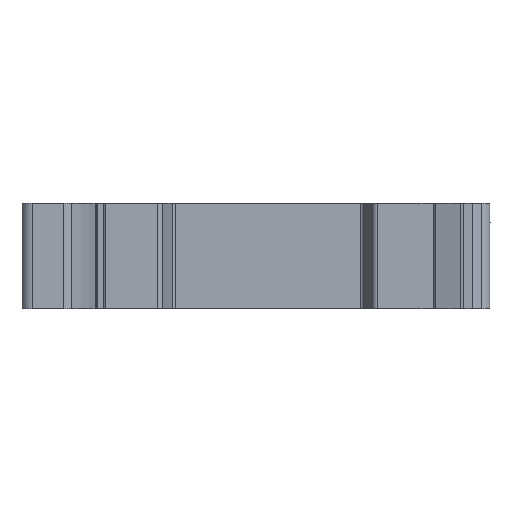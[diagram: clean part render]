
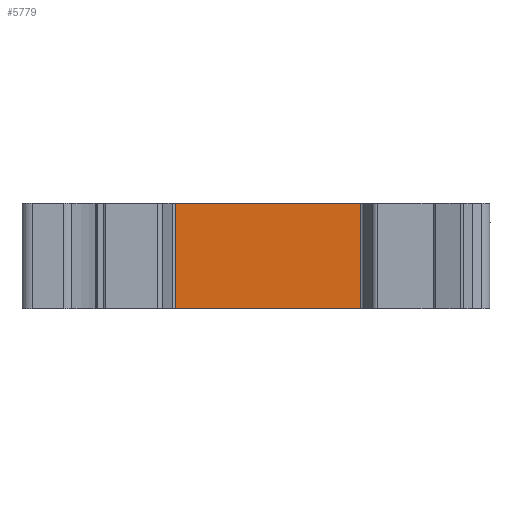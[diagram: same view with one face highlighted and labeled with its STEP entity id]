
A CAD part, front view. The second image highlights one B-rep face of the part: STEP entity #5779.
In plain terms, the highlighted planar face has unit normal (0, -1, 0).
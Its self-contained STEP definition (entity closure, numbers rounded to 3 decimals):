
#349 = VECTOR ( 'NONE', #4089, 1000. ) ;
#360 = LINE ( 'NONE', #3577, #349 ) ;
#542 = CARTESIAN_POINT ( 'NONE',  ( -8.746, -9.001, 0. ) ) ;
#982 = EDGE_CURVE ( 'NONE', #2150, #4362, #360, .T. ) ;
#1070 = EDGE_LOOP ( 'NONE', ( #4132, #4972, #1921, #4900 ) ) ;
#1535 = CARTESIAN_POINT ( 'NONE',  ( 8.746, -9.001, 10. ) ) ;
#1576 = DIRECTION ( 'NONE',  ( 0., 0., -1. ) ) ;
#1869 = FACE_OUTER_BOUND ( 'NONE', #1070, .T. ) ;
#1921 = ORIENTED_EDGE ( 'NONE', *, *, #982, .F. ) ;
#2150 = VERTEX_POINT ( 'NONE', #5532 ) ;
#2242 = EDGE_CURVE ( 'NONE', #3495, #5635, #5382, .T. ) ;
#2271 = VECTOR ( 'NONE', #1576, 1000. ) ;
#2278 = LINE ( 'NONE', #1535, #2271 ) ;
#2666 = VECTOR ( 'NONE', #5134, 1000. ) ;
#2677 = LINE ( 'NONE', #5221, #2666 ) ;
#2916 = AXIS2_PLACEMENT_3D ( 'NONE', #4850, #4823, #4784 ) ;
#3200 = CARTESIAN_POINT ( 'NONE',  ( 8.746, -9.001, 0. ) ) ;
#3288 = CARTESIAN_POINT ( 'NONE',  ( -8.746, -9.001, 0. ) ) ;
#3495 = VERTEX_POINT ( 'NONE', #542 ) ;
#3554 = DIRECTION ( 'NONE',  ( 1., 0., 0. ) ) ;
#3577 = CARTESIAN_POINT ( 'NONE',  ( 20., -9.001, 10. ) ) ;
#4072 = CARTESIAN_POINT ( 'NONE',  ( 8.746, -9.001, 10. ) ) ;
#4089 = DIRECTION ( 'NONE',  ( 1., 0., 0. ) ) ;
#4132 = ORIENTED_EDGE ( 'NONE', *, *, #2242, .T. ) ;
#4362 = VERTEX_POINT ( 'NONE', #4072 ) ;
#4784 = DIRECTION ( 'NONE',  ( 0., 0., 1. ) ) ;
#4823 = DIRECTION ( 'NONE',  ( 0., 1., 0. ) ) ;
#4846 = PLANE ( 'NONE',  #2916 ) ;
#4850 = CARTESIAN_POINT ( 'NONE',  ( -8.746, -9.001, 10. ) ) ;
#4900 = ORIENTED_EDGE ( 'NONE', *, *, #5151, .F. ) ;
#4972 = ORIENTED_EDGE ( 'NONE', *, *, #5386, .F. ) ;
#5134 = DIRECTION ( 'NONE',  ( 0., 0., 1. ) ) ;
#5151 = EDGE_CURVE ( 'NONE', #3495, #2150, #2677, .T. ) ;
#5221 = CARTESIAN_POINT ( 'NONE',  ( -8.746, -9.001, 10. ) ) ;
#5350 = VECTOR ( 'NONE', #3554, 1000. ) ;
#5382 = LINE ( 'NONE', #3288, #5350 ) ;
#5386 = EDGE_CURVE ( 'NONE', #4362, #5635, #2278, .T. ) ;
#5532 = CARTESIAN_POINT ( 'NONE',  ( -8.746, -9.001, 10. ) ) ;
#5635 = VERTEX_POINT ( 'NONE', #3200 ) ;
#5779 = ADVANCED_FACE ( 'NONE', ( #1869 ), #4846, .F. ) ;
